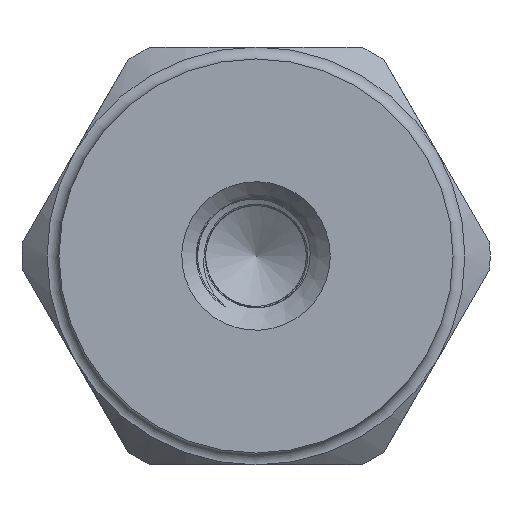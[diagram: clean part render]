
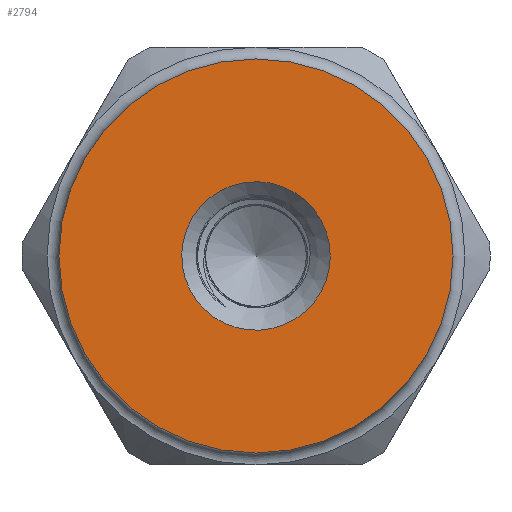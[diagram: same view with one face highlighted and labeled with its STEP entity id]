
A CAD part, front view. The second image highlights one B-rep face of the part: STEP entity #2794.
In plain terms, the highlighted planar face has unit normal (0, -1, 0).
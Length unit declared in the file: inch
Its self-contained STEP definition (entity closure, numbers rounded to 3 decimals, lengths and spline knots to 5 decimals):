
#239=FACE_BOUND('',#675,.T.);
#284=CIRCLE('',#2948,0.1555);
#303=CIRCLE('',#2981,0.4125);
#468=FACE_OUTER_BOUND('',#674,.T.);
#674=EDGE_LOOP('',(#2396));
#675=EDGE_LOOP('',(#2397));
#1306=VERTEX_POINT('',#10251);
#1337=VERTEX_POINT('',#10366);
#1657=EDGE_CURVE('',#1306,#1306,#284,.T.);
#1701=EDGE_CURVE('',#1337,#1337,#303,.T.);
#2396=ORIENTED_EDGE('',*,*,#1701,.T.);
#2397=ORIENTED_EDGE('',*,*,#1657,.F.);
#2529=PLANE('',#2980);
#2794=ADVANCED_FACE('',(#468,#239),#2529,.F.);
#2948=AXIS2_PLACEMENT_3D('',#10252,#3450,#3451);
#2980=AXIS2_PLACEMENT_3D('',#10365,#3526,#3527);
#2981=AXIS2_PLACEMENT_3D('',#10367,#3528,#3529);
#3450=DIRECTION('center_axis',(0.,-1.,0.));
#3451=DIRECTION('ref_axis',(-1.,0.,0.));
#3526=DIRECTION('center_axis',(0.,1.,0.));
#3527=DIRECTION('ref_axis',(0.,0.,1.));
#3528=DIRECTION('center_axis',(0.,-1.,0.));
#3529=DIRECTION('ref_axis',(-1.,0.,0.));
#10251=CARTESIAN_POINT('',(-0.08588,-0.70985,0.));
#10252=CARTESIAN_POINT('Origin',(-0.24138,-0.70985,
0.));
#10365=CARTESIAN_POINT('Origin',(-0.24138,-0.70985,
0.));
#10366=CARTESIAN_POINT('',(0.17112,-0.70985,0.));
#10367=CARTESIAN_POINT('Origin',(-0.24138,-0.70985,
0.));
